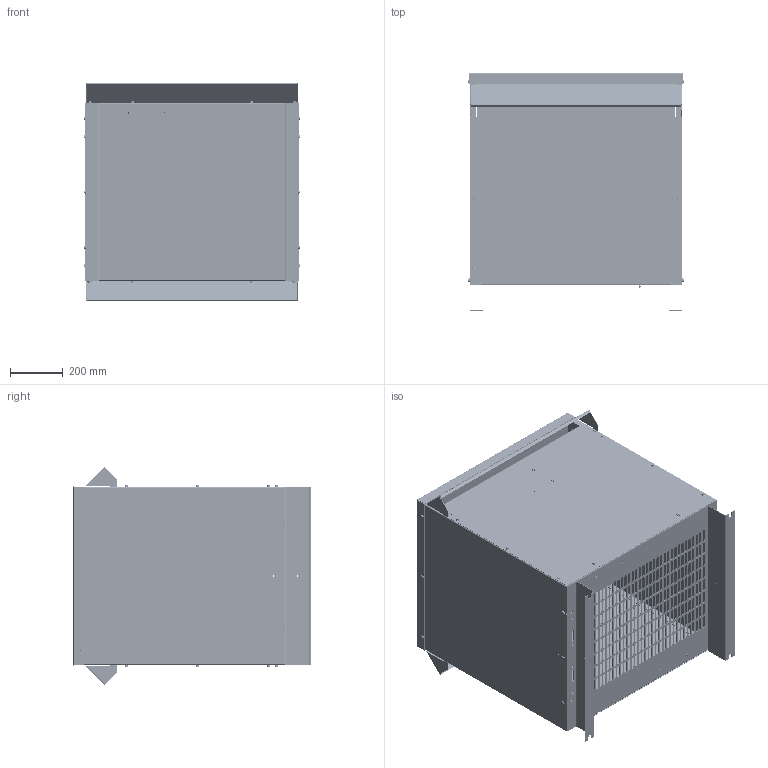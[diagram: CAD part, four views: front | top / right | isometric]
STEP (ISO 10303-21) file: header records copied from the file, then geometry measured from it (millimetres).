
FILE_DESCRIPTION (( 'STEP AP214' ), '1' );
FILE_NAME ('T3112K0013B.STEP', '2017-03-01T16:52:02', ( '' ), ( '' ), 'SwSTEP 2.0', 'SolidWorks 2017', '' );
FILE_SCHEMA (( 'AUTOMOTIVE_DESIGN' ));
Length unit declared in the file: inch
Products named in the file (9): 154-001_.25-14 Type B Steel Zinc Plated Thread Forming HH Screw; 150-027; 150-022_150-002; 150-021_150-001; 150-026; 150-024_150-004; 150-025_150-005; T3112K0013B; 150-023 Prototype Slots_150-003
Assembly tree (44 placements, depth 3):
  T3112K0013B
    150-026
      150-025_150-005
      150-024_150-004  x2
    150-021_150-001
    150-022_150-002  x2
    150-027  x2
    154-001_.25-14 Type B Steel Zinc Plated Thread Forming HH Screw  x33
    150-023 Prototype Slots_150-003  x2
Bounding box: 822.45 x 899.03 x 828.77 mm (x, y, z)
Volume: 6567716 mm3; surface area: 8076067.5 mm2
Topology: 43 solids, 43 shells, 4990 faces, 14000 edges, 9178 vertices
Faces by surface type: cylinder 2496, plane 1657, bspline 474, cone 363
Entity records: 77152 total; most frequent: CARTESIAN_POINT 14858, DIRECTION 13090, ORIENTED_EDGE 12796, EDGE_CURVE 6398, AXIS2_PLACEMENT_3D 4577, VERTEX_POINT 4208, VECTOR 3936, LINE 3936
